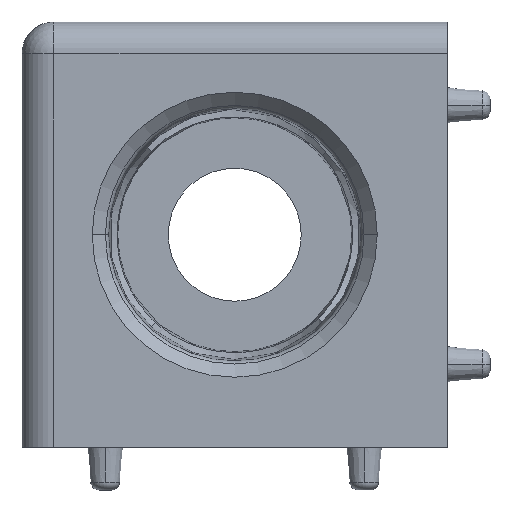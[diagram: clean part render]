
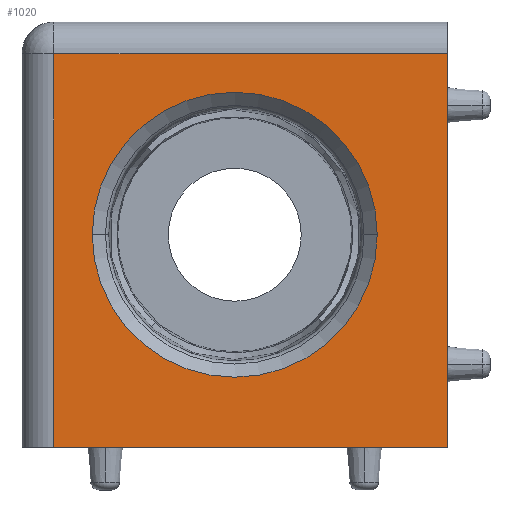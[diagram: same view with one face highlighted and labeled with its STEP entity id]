
A CAD part, front view. The second image highlights one B-rep face of the part: STEP entity #1020.
In plain terms, the highlighted planar face has unit normal (0, -1, 0).
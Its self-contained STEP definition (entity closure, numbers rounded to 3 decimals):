
#5 = VERTEX_POINT ( 'NONE', #2987 ) ;
#23 = DIRECTION ( 'NONE',  ( 0., 1., 0. ) ) ;
#35 = EDGE_CURVE ( 'NONE', #5, #1780, #1932, .T. ) ;
#54 = DIRECTION ( 'NONE',  ( -1., 0., 0. ) ) ;
#67 = AXIS2_PLACEMENT_3D ( 'NONE', #3247, #608, #3037 ) ;
#311 = EDGE_LOOP ( 'NONE', ( #1324, #786, #873, #3195 ) ) ;
#449 = LINE ( 'NONE', #3704, #3680 ) ;
#463 = CARTESIAN_POINT ( 'NONE',  ( -20., -20., -20. ) ) ;
#469 = EDGE_CURVE ( 'NONE', #3546, #5, #1124, .T. ) ;
#585 = VERTEX_POINT ( 'NONE', #3500 ) ;
#608 = DIRECTION ( 'NONE',  ( 0., 1., 0. ) ) ;
#786 = ORIENTED_EDGE ( 'NONE', *, *, #469, .T. ) ;
#788 = DIRECTION ( 'NONE',  ( 0., 0., -1. ) ) ;
#789 = DIRECTION ( 'NONE',  ( 1., 0., 0. ) ) ;
#873 = ORIENTED_EDGE ( 'NONE', *, *, #35, .T. ) ;
#904 = DIRECTION ( 'NONE',  ( 0., 1., 0. ) ) ;
#1020 = ADVANCED_FACE ( 'NONE', ( #1125, #3539 ), #2664, .F. ) ;
#1124 = LINE ( 'NONE', #1563, #2741 ) ;
#1125 = FACE_BOUND ( 'NONE', #3826, .T. ) ;
#1128 = VECTOR ( 'NONE', #788, 1000. ) ;
#1324 = ORIENTED_EDGE ( 'NONE', *, *, #3627, .F. ) ;
#1340 = ORIENTED_EDGE ( 'NONE', *, *, #1381, .T. ) ;
#1381 = EDGE_CURVE ( 'NONE', #585, #3154, #1675, .T. ) ;
#1563 = CARTESIAN_POINT ( 'NONE',  ( -20., -20., 17. ) ) ;
#1634 = CARTESIAN_POINT ( 'NONE',  ( -17., -20., -20. ) ) ;
#1675 = CIRCLE ( 'NONE', #3049, 13.4 ) ;
#1738 = DIRECTION ( 'NONE',  ( -1., 0., 0. ) ) ;
#1780 = VERTEX_POINT ( 'NONE', #1634 ) ;
#1932 = LINE ( 'NONE', #3223, #1128 ) ;
#2033 = LINE ( 'NONE', #463, #3552 ) ;
#2044 = AXIS2_PLACEMENT_3D ( 'NONE', #2735, #904, #3032 ) ;
#2067 = CARTESIAN_POINT ( 'NONE',  ( 20., -20., -20. ) ) ;
#2431 = CARTESIAN_POINT ( 'NONE',  ( 0., -20., 0. ) ) ;
#2531 = CARTESIAN_POINT ( 'NONE',  ( 13.4, -20., 0. ) ) ;
#2664 = PLANE ( 'NONE',  #67 ) ;
#2735 = CARTESIAN_POINT ( 'NONE',  ( 0., -20., 0. ) ) ;
#2741 = VECTOR ( 'NONE', #54, 1000. ) ;
#2817 = EDGE_CURVE ( 'NONE', #3154, #585, #3443, .T. ) ;
#2987 = CARTESIAN_POINT ( 'NONE',  ( -17., -20., 17. ) ) ;
#3022 = CARTESIAN_POINT ( 'NONE',  ( 20., -20., 17. ) ) ;
#3032 = DIRECTION ( 'NONE',  ( -1., 0., 0. ) ) ;
#3037 = DIRECTION ( 'NONE',  ( -1., 0., 0. ) ) ;
#3049 = AXIS2_PLACEMENT_3D ( 'NONE', #2431, #23, #1738 ) ;
#3154 = VERTEX_POINT ( 'NONE', #2531 ) ;
#3195 = ORIENTED_EDGE ( 'NONE', *, *, #3305, .T. ) ;
#3223 = CARTESIAN_POINT ( 'NONE',  ( -17., -20., 20. ) ) ;
#3247 = CARTESIAN_POINT ( 'NONE',  ( -20., -20., 20. ) ) ;
#3305 = EDGE_CURVE ( 'NONE', #1780, #3462, #2033, .T. ) ;
#3414 = DIRECTION ( 'NONE',  ( 0., 0., -1. ) ) ;
#3443 = CIRCLE ( 'NONE', #2044, 13.4 ) ;
#3462 = VERTEX_POINT ( 'NONE', #2067 ) ;
#3500 = CARTESIAN_POINT ( 'NONE',  ( -13.4, -20., 0. ) ) ;
#3539 = FACE_OUTER_BOUND ( 'NONE', #311, .T. ) ;
#3546 = VERTEX_POINT ( 'NONE', #3022 ) ;
#3552 = VECTOR ( 'NONE', #789, 1000. ) ;
#3627 = EDGE_CURVE ( 'NONE', #3546, #3462, #449, .T. ) ;
#3644 = ORIENTED_EDGE ( 'NONE', *, *, #2817, .T. ) ;
#3680 = VECTOR ( 'NONE', #3414, 1000. ) ;
#3704 = CARTESIAN_POINT ( 'NONE',  ( 20., -20., 20. ) ) ;
#3826 = EDGE_LOOP ( 'NONE', ( #3644, #1340 ) ) ;
